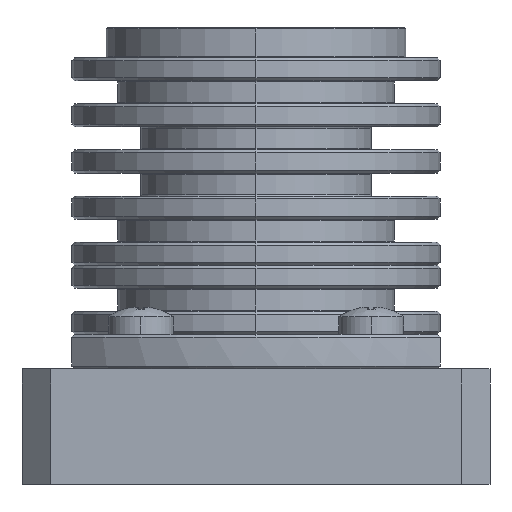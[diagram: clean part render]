
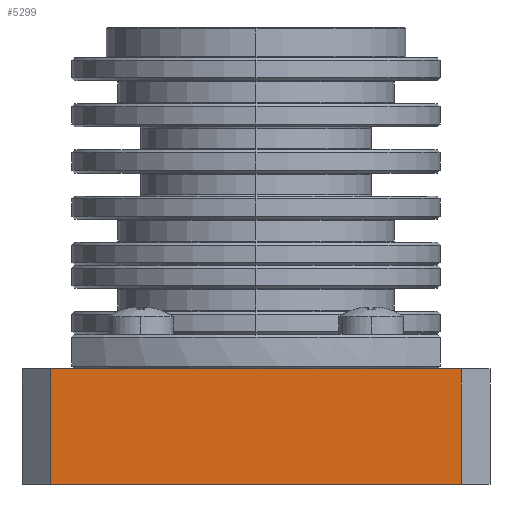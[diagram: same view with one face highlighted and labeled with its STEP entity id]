
A CAD part, left-side view. The second image highlights one B-rep face of the part: STEP entity #5299.
In plain terms, the highlighted planar face has unit normal (-1, 0, 0).
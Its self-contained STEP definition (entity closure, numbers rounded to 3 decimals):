
#243 = DIRECTION ( 'NONE',  ( 0., 0., -1. ) ) ;
#908 = AXIS2_PLACEMENT_3D ( 'NONE', #12449, #5474, #6243 ) ;
#915 = EDGE_CURVE ( 'NONE', #13631, #17671, #5530, .T. ) ;
#1954 = CARTESIAN_POINT ( 'NONE',  ( -20.3, 17.8, 5. ) ) ;
#2707 = ORIENTED_EDGE ( 'NONE', *, *, #915, .F. ) ;
#3247 = ORIENTED_EDGE ( 'NONE', *, *, #7781, .T. ) ;
#4518 = CARTESIAN_POINT ( 'NONE',  ( -20.3, -17.8, 5. ) ) ;
#5103 = VECTOR ( 'NONE', #16829, 1000. ) ;
#5299 = ADVANCED_FACE ( 'NONE', ( #10989 ), #16070, .F. ) ;
#5474 = DIRECTION ( 'NONE',  ( 1., 0., 0. ) ) ;
#5530 = LINE ( 'NONE', #11139, #13077 ) ;
#5600 = VERTEX_POINT ( 'NONE', #16113 ) ;
#6243 = DIRECTION ( 'NONE',  ( 0., 1., 0. ) ) ;
#7122 = DIRECTION ( 'NONE',  ( 0., -1., 0. ) ) ;
#7781 = EDGE_CURVE ( 'NONE', #7847, #17671, #16924, .T. ) ;
#7847 = VERTEX_POINT ( 'NONE', #12790 ) ;
#7889 = ORIENTED_EDGE ( 'NONE', *, *, #16038, .T. ) ;
#8719 = EDGE_CURVE ( 'NONE', #5600, #7847, #17069, .T. ) ;
#9843 = VECTOR ( 'NONE', #7122, 1000. ) ;
#10030 = DIRECTION ( 'NONE',  ( 0., -1., 0. ) ) ;
#10989 = FACE_OUTER_BOUND ( 'NONE', #14530, .T. ) ;
#11139 = CARTESIAN_POINT ( 'NONE',  ( -20.3, 20.3, 5. ) ) ;
#11474 = CARTESIAN_POINT ( 'NONE',  ( -20.3, 17.8, 5. ) ) ;
#12449 = CARTESIAN_POINT ( 'NONE',  ( -20.3, 20.3, 5. ) ) ;
#12753 = CARTESIAN_POINT ( 'NONE',  ( -20.3, 20.3, -5. ) ) ;
#12790 = CARTESIAN_POINT ( 'NONE',  ( -20.3, -17.8, -5. ) ) ;
#13077 = VECTOR ( 'NONE', #10030, 1000. ) ;
#13472 = VECTOR ( 'NONE', #243, 1000. ) ;
#13631 = VERTEX_POINT ( 'NONE', #1954 ) ;
#14368 = ORIENTED_EDGE ( 'NONE', *, *, #8719, .T. ) ;
#14530 = EDGE_LOOP ( 'NONE', ( #14368, #3247, #2707, #7889 ) ) ;
#15698 = LINE ( 'NONE', #11474, #13472 ) ;
#16038 = EDGE_CURVE ( 'NONE', #13631, #5600, #15698, .T. ) ;
#16070 = PLANE ( 'NONE',  #908 ) ;
#16113 = CARTESIAN_POINT ( 'NONE',  ( -20.3, 17.8, -5. ) ) ;
#16829 = DIRECTION ( 'NONE',  ( 0., 0., 1. ) ) ;
#16924 = LINE ( 'NONE', #4518, #5103 ) ;
#17069 = LINE ( 'NONE', #12753, #9843 ) ;
#17212 = CARTESIAN_POINT ( 'NONE',  ( -20.3, -17.8, 5. ) ) ;
#17671 = VERTEX_POINT ( 'NONE', #17212 ) ;
